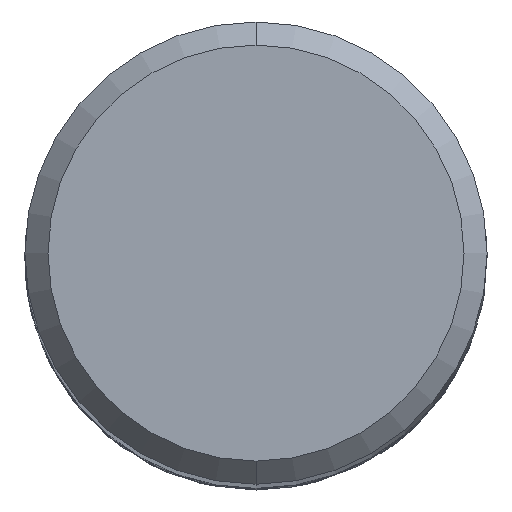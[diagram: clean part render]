
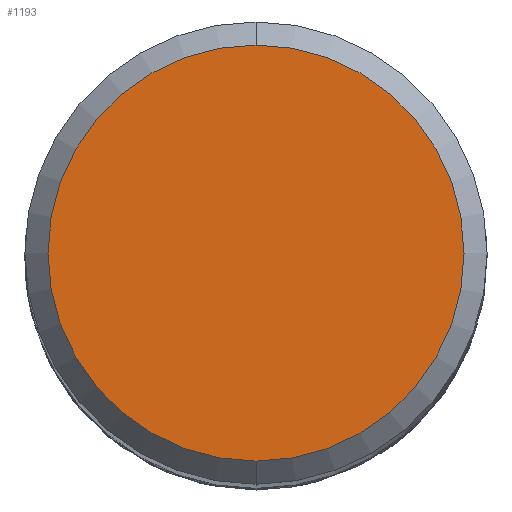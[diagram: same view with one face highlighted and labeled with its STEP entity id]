
A CAD part, top view. The second image highlights one B-rep face of the part: STEP entity #1193.
In plain terms, the highlighted planar face has unit normal (0, 0, 1).
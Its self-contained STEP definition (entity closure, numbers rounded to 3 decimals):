
#859=EDGE_CURVE('',#891,#949,#1834,.T.);
#891=VERTEX_POINT('',#1868);
#949=VERTEX_POINT('',#1930);
#1125=EDGE_CURVE('',#949,#891,#2122,.T.);
#1193=ADVANCED_FACE('',(#2195),#2196,.T.);
#1834=CIRCLE('',#7652,3.6);
#1868=CARTESIAN_POINT('',(0.,-3.6,0.0));
#1930=CARTESIAN_POINT('',(0.0,3.6,0.0));
#2122=CIRCLE('',#10539,3.6);
#2195=FACE_OUTER_BOUND('',#11156,.T.);
#2196=PLANE('',#11157);
#7652=AXIS2_PLACEMENT_3D('',#13768,#13769,#13770);
#10539=AXIS2_PLACEMENT_3D('',#14059,#14060,#14061);
#11156=EDGE_LOOP('',(#14127,#14128));
#11157=AXIS2_PLACEMENT_3D('',#14129,#14130,#14131);
#13768=CARTESIAN_POINT('',(0.0,0.0,0.0));
#13769=DIRECTION('',(0.0,0.0,-1.0));
#13770=DIRECTION('',(0.0,1.0,0.0));
#14059=CARTESIAN_POINT('',(0.0,0.0,0.0));
#14060=DIRECTION('',(0.0,0.0,-1.0));
#14061=DIRECTION('',(0.0,1.0,0.0));
#14127=ORIENTED_EDGE('',*,*,#1125,.F.);
#14128=ORIENTED_EDGE('',*,*,#859,.F.);
#14129=CARTESIAN_POINT('',(0.0,1.8,0.0));
#14130=DIRECTION('',(-0.0,0.0,1.0));
#14131=DIRECTION('',(0.0,-1.0,0.0));
